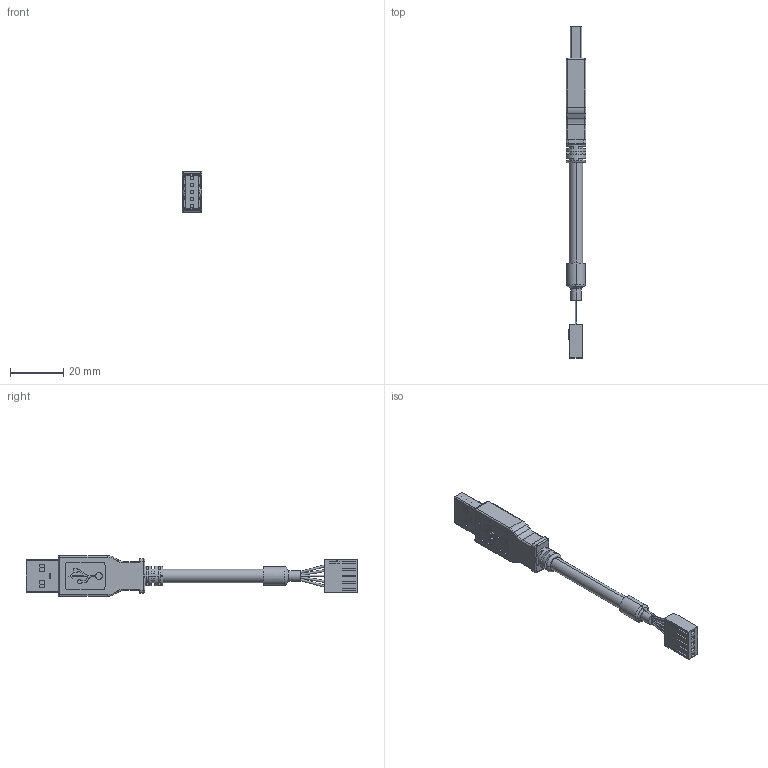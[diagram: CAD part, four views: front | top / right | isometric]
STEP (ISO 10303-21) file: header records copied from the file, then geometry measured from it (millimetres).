
FILE_DESCRIPTION(('STEP AP242'),'1');
FILE_NAME('14193.stp','2024-05-02T21:02:19',('TraceParts'),('TraceParts S.A.'),'Spatial InterOp 3D',' ',' ');
FILE_SCHEMA(('AP242_MANAGED_MODEL_BASED_3D_ENGINEERING_MIM_LF {1 0 10303 442 1 1 4}'));
Length unit declared in the file: millimetre
Products named in the file (1): 14193
Bounding box: 7.5 x 124.8 x 15.2 mm (x, y, z)
Volume: 5745.9 mm3; surface area: 5112.3 mm2
Topology: 1 solids, 1 shells, 354 faces, 934 edges, 596 vertices
Faces by surface type: plane 230, cylinder 96, torus 22, sphere 4, bspline 2
Entity records: 11181 total; most frequent: CARTESIAN_POINT 2235, ORIENTED_EDGE 1868, DIRECTION 1830, EDGE_CURVE 934, LINE 672, VECTOR 672, VERTEX_POINT 596, AXIS2_PLACEMENT_3D 579
